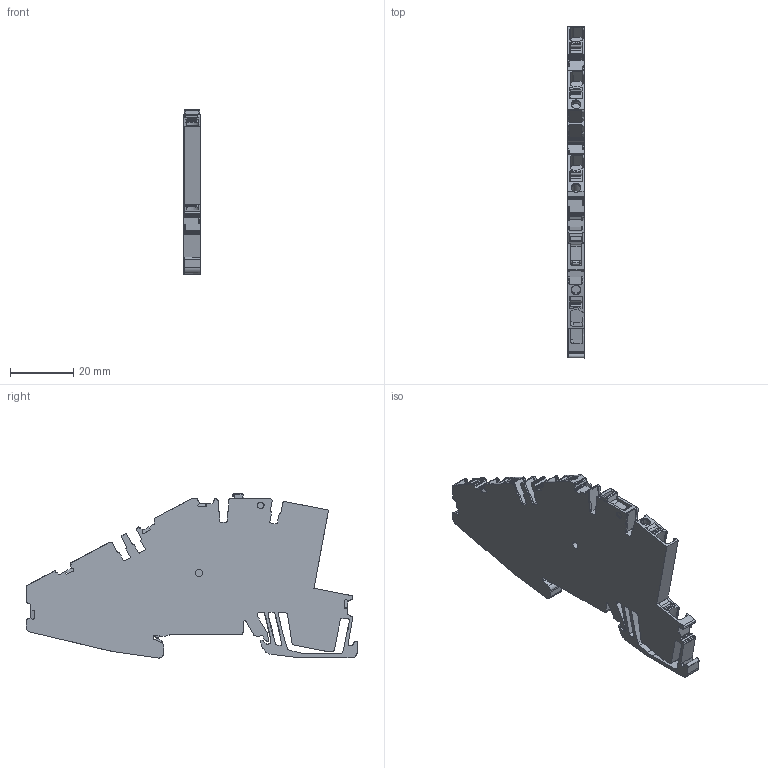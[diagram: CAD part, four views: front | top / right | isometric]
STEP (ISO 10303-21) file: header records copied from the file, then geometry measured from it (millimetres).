
FILE_DESCRIPTION(('CATIA V5 STEP Exchange','CAx-IF Rec.Pracs.--- Model Styling and Organization---1.4--- 2014-01-23'),'2;1');
FILE_NAME ('D1463607_3', '2023-06-13T10:47:09+00:00', ('none'), ('Weidmueller'), 'CATIA Version 5-6 Release 2016 SP3 HF44', 'CATIA V5 STEP AP214', 'none');
FILE_SCHEMA(('AUTOMOTIVE_DESIGN { 1 0 10303 214 1 1 1 1 }'));
Length unit declared in the file: millimetre
Products named in the file (1): 2669040000_S
Bounding box: 5.1 x 104.58 x 51.71 mm (x, y, z)
Volume: 16737.5 mm3; surface area: 10966 mm2
Topology: 10 solids, 10 shells, 1089 faces, 3135 edges, 2072 vertices
Faces by surface type: plane 478, cylinder 402, extrusion 178, bspline 13, torus 12, cone 6
Entity records: 40089 total; most frequent: CARTESIAN_POINT 11846, ORIENTED_EDGE 6266, DIRECTION 4383, EDGE_CURVE 3133, VECTOR 2202, VERTEX_POINT 2072, LINE 2024, AXIS2_PLACEMENT_3D 1373
